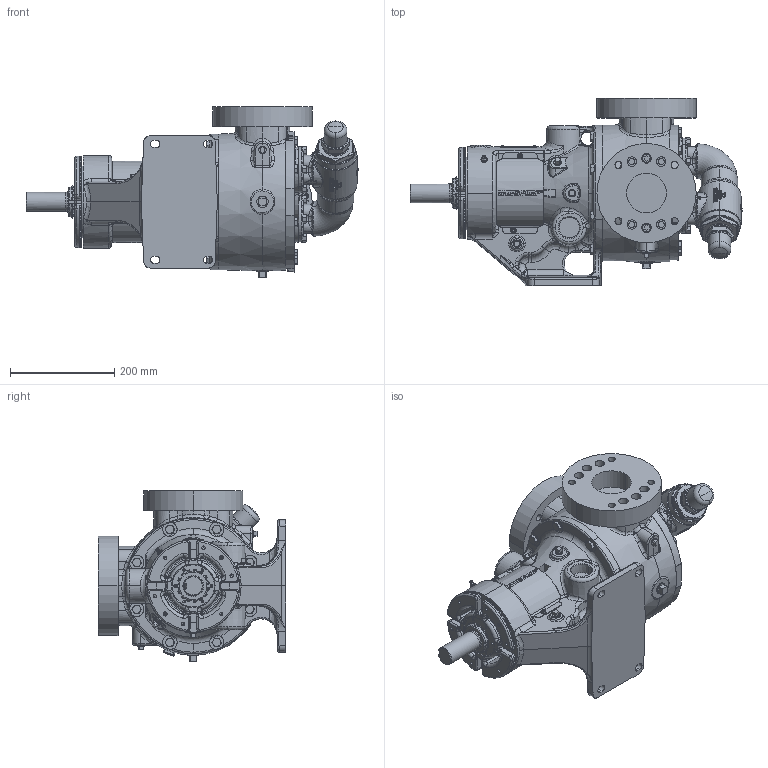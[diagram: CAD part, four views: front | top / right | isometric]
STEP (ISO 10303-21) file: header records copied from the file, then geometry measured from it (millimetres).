
FILE_DESCRIPTION (( 'STEP AP214' ), '1' );
FILE_NAME ('LV-4527.STEP', '2024-04-03T14:39:18', ( '' ), ( '' ), 'SwSTEP 2.0', 'SolidWorks 2022', '' );
FILE_SCHEMA (( 'AUTOMOTIVE_DESIGN' ));
Length unit declared in the file: inch
Products named in the file (1): LV-4527
Bounding box: 637.52 x 360.36 x 327.11 mm (x, y, z)
Volume: 18258343.8 mm3; surface area: 967162.5 mm2
Topology: 1 solids, 5 shells, 5236 faces, 13417 edges, 8336 vertices
Faces by surface type: plane 1683, bspline 1678, cylinder 972, cone 678, torus 139, sphere 86
Entity records: 309117 total; most frequent: CARTESIAN_POINT 127987, ORIENTED_EDGE 26536, DIRECTION 19040, EDGE_CURVE 13268, VERTEX_POINT 8329, AXIS2_PLACEMENT_3D 7076, EDGE_LOOP 5571, UNCERTAINTY_MEASURE_WITH_UNIT 5239
